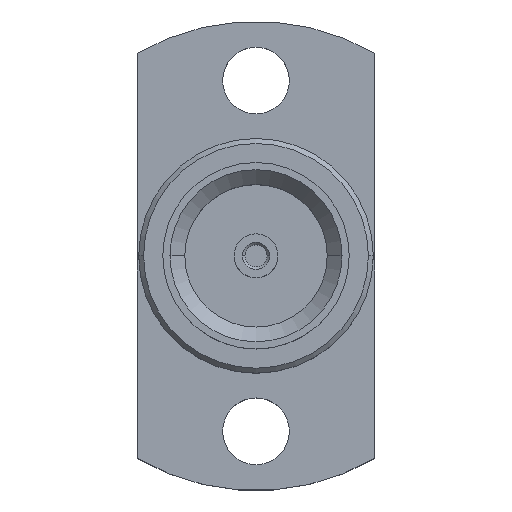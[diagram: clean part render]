
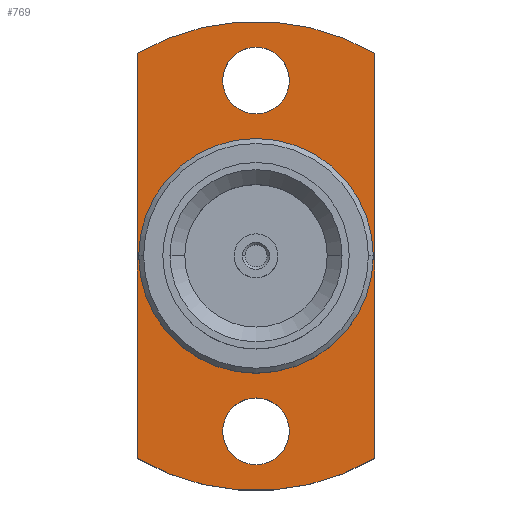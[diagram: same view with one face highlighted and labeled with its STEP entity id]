
A CAD part, top view. The second image highlights one B-rep face of the part: STEP entity #769.
In plain terms, the highlighted planar face has unit normal (0, 0, 1).
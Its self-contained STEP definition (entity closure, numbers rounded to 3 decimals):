
#57 = VERTEX_POINT ( 'NONE', #64 ) ;
#58 = DIRECTION ( 'NONE',  ( 1., 0., 0. ) ) ;
#64 = CARTESIAN_POINT ( 'NONE',  ( 4.8, -8.198, 1.65 ) ) ;
#67 = CARTESIAN_POINT ( 'NONE',  ( 0., 7.1, 1.65 ) ) ;
#79 = AXIS2_PLACEMENT_3D ( 'NONE', #280, #540, #58 ) ;
#87 = CARTESIAN_POINT ( 'NONE',  ( -1.35, 7.1, 1.65 ) ) ;
#95 = DIRECTION ( 'NONE',  ( 1., 0., 0. ) ) ;
#104 = DIRECTION ( 'NONE',  ( 0., 0., 1. ) ) ;
#125 = CARTESIAN_POINT ( 'NONE',  ( 0., -7.1, 1.65 ) ) ;
#157 = CIRCLE ( 'NONE', #589, 4.75 ) ;
#158 = FACE_BOUND ( 'NONE', #1326, .T. ) ;
#179 = CIRCLE ( 'NONE', #929, 4.75 ) ;
#193 = AXIS2_PLACEMENT_3D ( 'NONE', #1698, #1300, #493 ) ;
#230 = EDGE_CURVE ( 'NONE', #57, #1540, #1214, .T. ) ;
#257 = EDGE_CURVE ( 'NONE', #764, #385, #157, .T. ) ;
#278 = CIRCLE ( 'NONE', #79, 1.35 ) ;
#280 = CARTESIAN_POINT ( 'NONE',  ( 0., 7.1, 1.65 ) ) ;
#300 = CARTESIAN_POINT ( 'NONE',  ( 4.75, 0., 1.65 ) ) ;
#315 = EDGE_CURVE ( 'NONE', #1565, #486, #1145, .T. ) ;
#343 = ORIENTED_EDGE ( 'NONE', *, *, #1709, .T. ) ;
#385 = VERTEX_POINT ( 'NONE', #300 ) ;
#393 = CARTESIAN_POINT ( 'NONE',  ( -1.35, -7.1, 1.65 ) ) ;
#418 = AXIS2_PLACEMENT_3D ( 'NONE', #67, #1591, #95 ) ;
#425 = EDGE_CURVE ( 'NONE', #1646, #1160, #568, .T. ) ;
#453 = CARTESIAN_POINT ( 'NONE',  ( -4.8, -8.198, 1.65 ) ) ;
#486 = VERTEX_POINT ( 'NONE', #777 ) ;
#493 = DIRECTION ( 'NONE',  ( 1., 0., 0. ) ) ;
#530 = VERTEX_POINT ( 'NONE', #1496 ) ;
#540 = DIRECTION ( 'NONE',  ( 0., 0., 1. ) ) ;
#568 = LINE ( 'NONE', #872, #1235 ) ;
#581 = CIRCLE ( 'NONE', #193, 9.5 ) ;
#589 = AXIS2_PLACEMENT_3D ( 'NONE', #1641, #1244, #1381 ) ;
#651 = DIRECTION ( 'NONE',  ( 0., 0., 1. ) ) ;
#666 = CIRCLE ( 'NONE', #1447, 1.35 ) ;
#674 = DIRECTION ( 'NONE',  ( 1., 0., 0. ) ) ;
#703 = FACE_OUTER_BOUND ( 'NONE', #1492, .T. ) ;
#761 = CARTESIAN_POINT ( 'NONE',  ( 0., 0., 1.65 ) ) ;
#764 = VERTEX_POINT ( 'NONE', #1166 ) ;
#766 = PLANE ( 'NONE',  #1399 ) ;
#769 = ADVANCED_FACE ( 'NONE', ( #1215, #158, #703, #1385 ), #766, .T. ) ;
#777 = CARTESIAN_POINT ( 'NONE',  ( 1.35, -7.1, 1.65 ) ) ;
#786 = ORIENTED_EDGE ( 'NONE', *, *, #257, .F. ) ;
#803 = DIRECTION ( 'NONE',  ( 0., 0., 1. ) ) ;
#808 = DIRECTION ( 'NONE',  ( 1., 0., 0. ) ) ;
#813 = EDGE_CURVE ( 'NONE', #1160, #57, #1251, .T. ) ;
#833 = CARTESIAN_POINT ( 'NONE',  ( 0., 0., 1.65 ) ) ;
#859 = DIRECTION ( 'NONE',  ( 0., -1., 0. ) ) ;
#872 = CARTESIAN_POINT ( 'NONE',  ( -4.8, -8.198, 1.65 ) ) ;
#887 = EDGE_CURVE ( 'NONE', #385, #764, #179, .T. ) ;
#919 = DIRECTION ( 'NONE',  ( 1., 0., 0. ) ) ;
#929 = AXIS2_PLACEMENT_3D ( 'NONE', #833, #1656, #1111 ) ;
#948 = EDGE_LOOP ( 'NONE', ( #786, #1258 ) ) ;
#949 = CARTESIAN_POINT ( 'NONE',  ( -4.8, 8.198, 1.65 ) ) ;
#1023 = VECTOR ( 'NONE', #1337, 1000. ) ;
#1054 = AXIS2_PLACEMENT_3D ( 'NONE', #1736, #1611, #674 ) ;
#1094 = ORIENTED_EDGE ( 'NONE', *, *, #425, .T. ) ;
#1111 = DIRECTION ( 'NONE',  ( 1., 0., 0. ) ) ;
#1145 = CIRCLE ( 'NONE', #1491, 1.35 ) ;
#1160 = VERTEX_POINT ( 'NONE', #453 ) ;
#1166 = CARTESIAN_POINT ( 'NONE',  ( -4.75, 0., 1.65 ) ) ;
#1192 = CARTESIAN_POINT ( 'NONE',  ( 4.8, 8.198, 1.65 ) ) ;
#1197 = ORIENTED_EDGE ( 'NONE', *, *, #813, .T. ) ;
#1214 = LINE ( 'NONE', #1576, #1023 ) ;
#1215 = FACE_BOUND ( 'NONE', #1690, .T. ) ;
#1235 = VECTOR ( 'NONE', #859, 1000. ) ;
#1239 = EDGE_CURVE ( 'NONE', #486, #1565, #666, .T. ) ;
#1244 = DIRECTION ( 'NONE',  ( 0., 0., 1. ) ) ;
#1251 = CIRCLE ( 'NONE', #1054, 9.5 ) ;
#1258 = ORIENTED_EDGE ( 'NONE', *, *, #887, .F. ) ;
#1293 = DIRECTION ( 'NONE',  ( 1., 0., 0. ) ) ;
#1300 = DIRECTION ( 'NONE',  ( 0., 0., 1. ) ) ;
#1301 = EDGE_CURVE ( 'NONE', #1657, #530, #278, .T. ) ;
#1317 = CARTESIAN_POINT ( 'NONE',  ( 0., -7.1, 1.65 ) ) ;
#1326 = EDGE_LOOP ( 'NONE', ( #1396, #1629 ) ) ;
#1337 = DIRECTION ( 'NONE',  ( 0., 1., 0. ) ) ;
#1381 = DIRECTION ( 'NONE',  ( 1., 0., 0. ) ) ;
#1385 = FACE_BOUND ( 'NONE', #948, .T. ) ;
#1396 = ORIENTED_EDGE ( 'NONE', *, *, #1239, .F. ) ;
#1399 = AXIS2_PLACEMENT_3D ( 'NONE', #761, #104, #1293 ) ;
#1447 = AXIS2_PLACEMENT_3D ( 'NONE', #1317, #651, #919 ) ;
#1491 = AXIS2_PLACEMENT_3D ( 'NONE', #125, #803, #808 ) ;
#1492 = EDGE_LOOP ( 'NONE', ( #343, #1094, #1197, #1504 ) ) ;
#1496 = CARTESIAN_POINT ( 'NONE',  ( 1.35, 7.1, 1.65 ) ) ;
#1504 = ORIENTED_EDGE ( 'NONE', *, *, #230, .T. ) ;
#1506 = CIRCLE ( 'NONE', #418, 1.35 ) ;
#1523 = ORIENTED_EDGE ( 'NONE', *, *, #1301, .F. ) ;
#1540 = VERTEX_POINT ( 'NONE', #1192 ) ;
#1565 = VERTEX_POINT ( 'NONE', #393 ) ;
#1570 = EDGE_CURVE ( 'NONE', #530, #1657, #1506, .T. ) ;
#1576 = CARTESIAN_POINT ( 'NONE',  ( 4.8, -8.198, 1.65 ) ) ;
#1591 = DIRECTION ( 'NONE',  ( 0., 0., 1. ) ) ;
#1611 = DIRECTION ( 'NONE',  ( 0., 0., 1. ) ) ;
#1625 = ORIENTED_EDGE ( 'NONE', *, *, #1570, .F. ) ;
#1629 = ORIENTED_EDGE ( 'NONE', *, *, #315, .F. ) ;
#1641 = CARTESIAN_POINT ( 'NONE',  ( 0., 0., 1.65 ) ) ;
#1646 = VERTEX_POINT ( 'NONE', #949 ) ;
#1656 = DIRECTION ( 'NONE',  ( 0., 0., 1. ) ) ;
#1657 = VERTEX_POINT ( 'NONE', #87 ) ;
#1690 = EDGE_LOOP ( 'NONE', ( #1625, #1523 ) ) ;
#1698 = CARTESIAN_POINT ( 'NONE',  ( 0., 0., 1.65 ) ) ;
#1709 = EDGE_CURVE ( 'NONE', #1540, #1646, #581, .T. ) ;
#1736 = CARTESIAN_POINT ( 'NONE',  ( 0., 0., 1.65 ) ) ;
